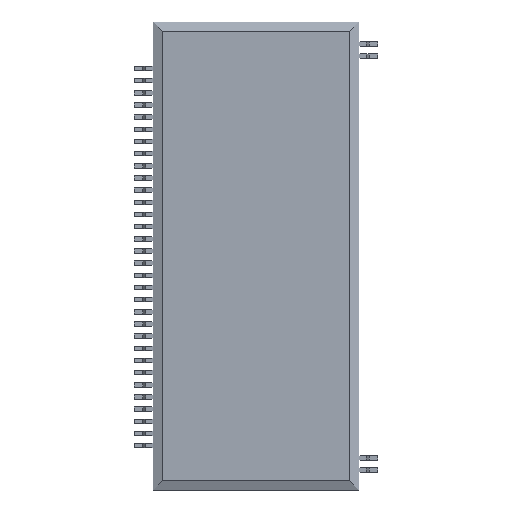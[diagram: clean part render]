
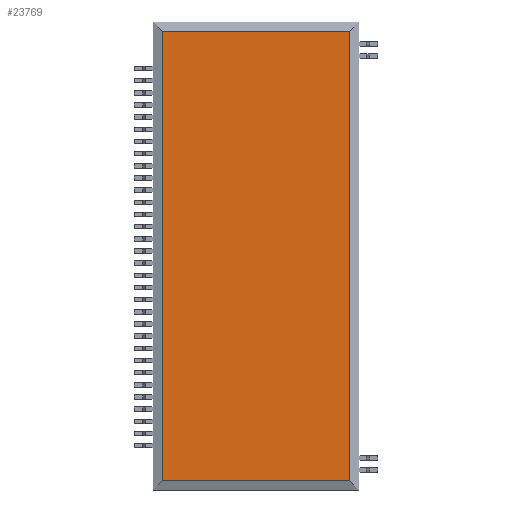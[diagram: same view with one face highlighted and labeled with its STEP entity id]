
A CAD part, top view. The second image highlights one B-rep face of the part: STEP entity #23769.
In plain terms, the highlighted planar face has unit normal (0, 0, 1).
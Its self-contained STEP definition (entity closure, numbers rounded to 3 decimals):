
#23154 = PLANE('',#23155);
#23155 = AXIS2_PLACEMENT_3D('',#23156,#23157,#23158);
#23156 = CARTESIAN_POINT('',(0.,24.75,1.4));
#23157 = DIRECTION('',(0.,0.371,0.928));
#23158 = DIRECTION('',(-1.,-0.,0.));
#23267 = PLANE('',#23268);
#23268 = AXIS2_PLACEMENT_3D('',#23269,#23270,#23271);
#23269 = CARTESIAN_POINT('',(0.25,0.,1.4));
#23270 = DIRECTION('',(-0.371,0.,0.928));
#23271 = DIRECTION('',(-0.,-1.,-0.));
#23391 = VERTEX_POINT('',#23392);
#23392 = CARTESIAN_POINT('',(0.5,24.5,1.5));
#23415 = VERTEX_POINT('',#23416);
#23416 = CARTESIAN_POINT('',(10.5,24.5,1.5));
#23430 = PLANE('',#23431);
#23431 = AXIS2_PLACEMENT_3D('',#23432,#23433,#23434);
#23432 = CARTESIAN_POINT('',(10.75,25.,1.4));
#23433 = DIRECTION('',(0.371,0.,0.928));
#23434 = DIRECTION('',(-0.,1.,-0.));
#23442 = EDGE_CURVE('',#23391,#23415,#23443,.T.);
#23443 = SURFACE_CURVE('',#23444,(#23448,#23455),.PCURVE_S1.);
#23444 = LINE('',#23445,#23446);
#23445 = CARTESIAN_POINT('',(0.,24.5,1.5));
#23446 = VECTOR('',#23447,1.);
#23447 = DIRECTION('',(1.,0.,0.));
#23448 = PCURVE('',#23154,#23449);
#23449 = DEFINITIONAL_REPRESENTATION('',(#23450),#23454);
#23450 = LINE('',#23451,#23452);
#23451 = CARTESIAN_POINT('',(-0.,0.269));
#23452 = VECTOR('',#23453,1.);
#23453 = DIRECTION('',(-1.,0.));
#23454 = ( GEOMETRIC_REPRESENTATION_CONTEXT(2) 
PARAMETRIC_REPRESENTATION_CONTEXT() REPRESENTATION_CONTEXT('2D SPACE',''
  ) );
#23455 = PCURVE('',#23456,#23461);
#23456 = PLANE('',#23457);
#23457 = AXIS2_PLACEMENT_3D('',#23458,#23459,#23460);
#23458 = CARTESIAN_POINT('',(0.,25.,1.5));
#23459 = DIRECTION('',(0.,0.,1.));
#23460 = DIRECTION('',(1.,0.,0.));
#23461 = DEFINITIONAL_REPRESENTATION('',(#23462),#23466);
#23462 = LINE('',#23463,#23464);
#23463 = CARTESIAN_POINT('',(0.,-0.5));
#23464 = VECTOR('',#23465,1.);
#23465 = DIRECTION('',(1.,0.));
#23466 = ( GEOMETRIC_REPRESENTATION_CONTEXT(2) 
PARAMETRIC_REPRESENTATION_CONTEXT() REPRESENTATION_CONTEXT('2D SPACE',''
  ) );
#23557 = PLANE('',#23558);
#23558 = AXIS2_PLACEMENT_3D('',#23559,#23560,#23561);
#23559 = CARTESIAN_POINT('',(11.,0.25,1.4));
#23560 = DIRECTION('',(0.,-0.371,0.928));
#23561 = DIRECTION('',(1.,-0.,-0.));
#23649 = VERTEX_POINT('',#23650);
#23650 = CARTESIAN_POINT('',(0.5,0.5,1.5));
#23673 = EDGE_CURVE('',#23649,#23391,#23674,.T.);
#23674 = SURFACE_CURVE('',#23675,(#23679,#23686),.PCURVE_S1.);
#23675 = LINE('',#23676,#23677);
#23676 = CARTESIAN_POINT('',(0.5,0.,1.5));
#23677 = VECTOR('',#23678,1.);
#23678 = DIRECTION('',(0.,1.,0.));
#23679 = PCURVE('',#23267,#23680);
#23680 = DEFINITIONAL_REPRESENTATION('',(#23681),#23685);
#23681 = LINE('',#23682,#23683);
#23682 = CARTESIAN_POINT('',(-0.,0.269));
#23683 = VECTOR('',#23684,1.);
#23684 = DIRECTION('',(-1.,0.));
#23685 = ( GEOMETRIC_REPRESENTATION_CONTEXT(2) 
PARAMETRIC_REPRESENTATION_CONTEXT() REPRESENTATION_CONTEXT('2D SPACE',''
  ) );
#23686 = PCURVE('',#23456,#23687);
#23687 = DEFINITIONAL_REPRESENTATION('',(#23688),#23692);
#23688 = LINE('',#23689,#23690);
#23689 = CARTESIAN_POINT('',(0.5,-25.));
#23690 = VECTOR('',#23691,1.);
#23691 = DIRECTION('',(0.,1.));
#23692 = ( GEOMETRIC_REPRESENTATION_CONTEXT(2) 
PARAMETRIC_REPRESENTATION_CONTEXT() REPRESENTATION_CONTEXT('2D SPACE',''
  ) );
#23769 = ADVANCED_FACE('',(#23770),#23456,.T.);
#23770 = FACE_BOUND('',#23771,.T.);
#23771 = EDGE_LOOP('',(#23772,#23773,#23774,#23797));
#23772 = ORIENTED_EDGE('',*,*,#23442,.F.);
#23773 = ORIENTED_EDGE('',*,*,#23673,.F.);
#23774 = ORIENTED_EDGE('',*,*,#23775,.F.);
#23775 = EDGE_CURVE('',#23776,#23649,#23778,.T.);
#23776 = VERTEX_POINT('',#23777);
#23777 = CARTESIAN_POINT('',(10.5,0.5,1.5));
#23778 = SURFACE_CURVE('',#23779,(#23783,#23790),.PCURVE_S1.);
#23779 = LINE('',#23780,#23781);
#23780 = CARTESIAN_POINT('',(11.,0.5,1.5));
#23781 = VECTOR('',#23782,1.);
#23782 = DIRECTION('',(-1.,0.,0.));
#23783 = PCURVE('',#23456,#23784);
#23784 = DEFINITIONAL_REPRESENTATION('',(#23785),#23789);
#23785 = LINE('',#23786,#23787);
#23786 = CARTESIAN_POINT('',(11.,-24.5));
#23787 = VECTOR('',#23788,1.);
#23788 = DIRECTION('',(-1.,0.));
#23789 = ( GEOMETRIC_REPRESENTATION_CONTEXT(2) 
PARAMETRIC_REPRESENTATION_CONTEXT() REPRESENTATION_CONTEXT('2D SPACE',''
  ) );
#23790 = PCURVE('',#23557,#23791);
#23791 = DEFINITIONAL_REPRESENTATION('',(#23792),#23796);
#23792 = LINE('',#23793,#23794);
#23793 = CARTESIAN_POINT('',(-0.,0.269));
#23794 = VECTOR('',#23795,1.);
#23795 = DIRECTION('',(-1.,0.));
#23796 = ( GEOMETRIC_REPRESENTATION_CONTEXT(2) 
PARAMETRIC_REPRESENTATION_CONTEXT() REPRESENTATION_CONTEXT('2D SPACE',''
  ) );
#23797 = ORIENTED_EDGE('',*,*,#23798,.F.);
#23798 = EDGE_CURVE('',#23415,#23776,#23799,.T.);
#23799 = SURFACE_CURVE('',#23800,(#23804,#23811),.PCURVE_S1.);
#23800 = LINE('',#23801,#23802);
#23801 = CARTESIAN_POINT('',(10.5,25.,1.5));
#23802 = VECTOR('',#23803,1.);
#23803 = DIRECTION('',(0.,-1.,0.));
#23804 = PCURVE('',#23456,#23805);
#23805 = DEFINITIONAL_REPRESENTATION('',(#23806),#23810);
#23806 = LINE('',#23807,#23808);
#23807 = CARTESIAN_POINT('',(10.5,0.));
#23808 = VECTOR('',#23809,1.);
#23809 = DIRECTION('',(0.,-1.));
#23810 = ( GEOMETRIC_REPRESENTATION_CONTEXT(2) 
PARAMETRIC_REPRESENTATION_CONTEXT() REPRESENTATION_CONTEXT('2D SPACE',''
  ) );
#23811 = PCURVE('',#23430,#23812);
#23812 = DEFINITIONAL_REPRESENTATION('',(#23813),#23817);
#23813 = LINE('',#23814,#23815);
#23814 = CARTESIAN_POINT('',(-0.,0.269));
#23815 = VECTOR('',#23816,1.);
#23816 = DIRECTION('',(-1.,0.));
#23817 = ( GEOMETRIC_REPRESENTATION_CONTEXT(2) 
PARAMETRIC_REPRESENTATION_CONTEXT() REPRESENTATION_CONTEXT('2D SPACE',''
  ) );
